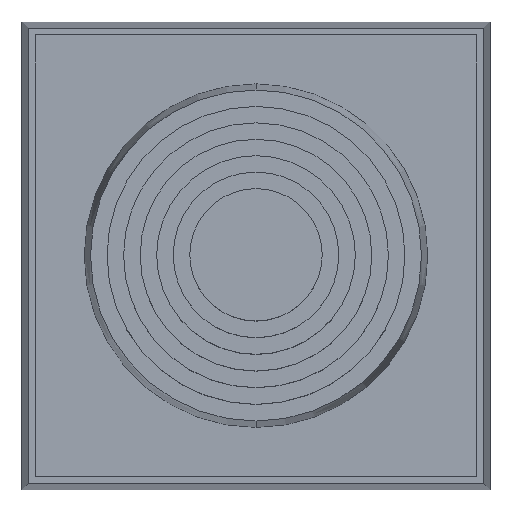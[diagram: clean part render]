
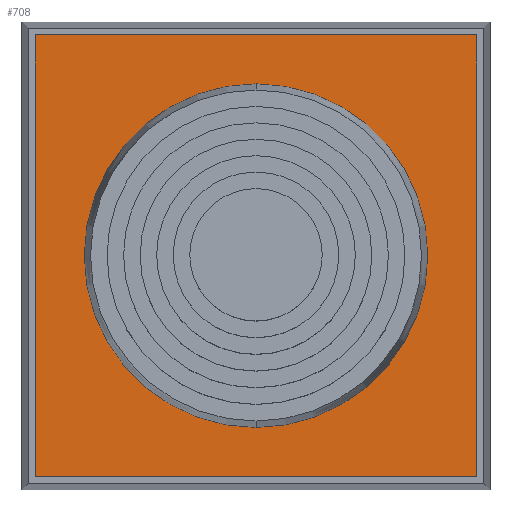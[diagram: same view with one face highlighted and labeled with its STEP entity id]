
A CAD part, top view. The second image highlights one B-rep face of the part: STEP entity #708.
In plain terms, the highlighted planar face has unit normal (0, 0, 1).
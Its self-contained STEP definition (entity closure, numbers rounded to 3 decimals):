
#585=AXIS2_PLACEMENT_3D('Circle Axis2P3D',#583,#584,$) ;
#592=AXIS2_PLACEMENT_3D('Circle Axis2P3D',#590,#591,$) ;
#632=AXIS2_PLACEMENT_3D('Circle Axis2P3D',#630,#631,$) ;
#639=AXIS2_PLACEMENT_3D('Circle Axis2P3D',#637,#638,$) ;
#666=AXIS2_PLACEMENT_3D('Plane Axis2P3D',#663,#664,#665) ;
#578=CARTESIAN_POINT('Vertex',(21.207,36.776,17.7)) ;
#583=CARTESIAN_POINT('Axis2P3D Location',(21.207,21.207,17.7)) ;
#587=CARTESIAN_POINT('Vertex',(5.638,21.207,17.7)) ;
#590=CARTESIAN_POINT('Axis2P3D Location',(21.207,21.207,17.7)) ;
#594=CARTESIAN_POINT('Vertex',(21.207,5.638,17.7)) ;
#630=CARTESIAN_POINT('Axis2P3D Location',(21.207,21.207,17.7)) ;
#634=CARTESIAN_POINT('Vertex',(36.776,21.207,17.7)) ;
#637=CARTESIAN_POINT('Axis2P3D Location',(21.207,21.207,17.7)) ;
#663=CARTESIAN_POINT('Axis2P3D Location',(21.207,21.207,17.7)) ;
#668=CARTESIAN_POINT('Line Origine',(1.207,21.207,17.7)) ;
#672=CARTESIAN_POINT('Vertex',(1.207,41.207,17.7)) ;
#674=CARTESIAN_POINT('Vertex',(1.207,1.207,17.7)) ;
#677=CARTESIAN_POINT('Line Origine',(21.207,1.207,17.7)) ;
#681=CARTESIAN_POINT('Vertex',(41.207,1.207,17.7)) ;
#684=CARTESIAN_POINT('Line Origine',(41.207,21.207,17.7)) ;
#688=CARTESIAN_POINT('Vertex',(41.207,41.207,17.7)) ;
#691=CARTESIAN_POINT('Line Origine',(21.207,41.207,17.7)) ;
#584=DIRECTION('Axis2P3D Direction',(0.,0.,-1.)) ;
#591=DIRECTION('Axis2P3D Direction',(0.,0.,-1.)) ;
#631=DIRECTION('Axis2P3D Direction',(0.,0.,-1.)) ;
#638=DIRECTION('Axis2P3D Direction',(0.,0.,-1.)) ;
#664=DIRECTION('Axis2P3D Direction',(0.,0.,1.)) ;
#665=DIRECTION('Axis2P3D XDirection',(-1.,0.,0.)) ;
#669=DIRECTION('Vector Direction',(0.,-1.,0.)) ;
#678=DIRECTION('Vector Direction',(1.,0.,0.)) ;
#685=DIRECTION('Vector Direction',(0.,1.,0.)) ;
#692=DIRECTION('Vector Direction',(-1.,0.,0.)) ;
#670=VECTOR('Line Direction',#669,1.) ;
#679=VECTOR('Line Direction',#678,1.) ;
#686=VECTOR('Line Direction',#685,1.) ;
#693=VECTOR('Line Direction',#692,1.) ;
#697=ORIENTED_EDGE('',*,*,#676,.T.) ;
#698=ORIENTED_EDGE('',*,*,#683,.T.) ;
#699=ORIENTED_EDGE('',*,*,#690,.T.) ;
#700=ORIENTED_EDGE('',*,*,#695,.T.) ;
#703=ORIENTED_EDGE('',*,*,#636,.F.) ;
#704=ORIENTED_EDGE('',*,*,#596,.F.) ;
#705=ORIENTED_EDGE('',*,*,#589,.F.) ;
#706=ORIENTED_EDGE('',*,*,#641,.F.) ;
#707=FACE_BOUND('',#702,.T.) ;
#708=ADVANCED_FACE('MANIFOLD_SOLID_BREP #101',(#701,#707),#667,.T.) ;
#586=CIRCLE('generated circle',#585,15.569) ;
#593=CIRCLE('generated circle',#592,15.569) ;
#633=CIRCLE('generated circle',#632,15.569) ;
#640=CIRCLE('generated circle',#639,15.569) ;
#589=EDGE_CURVE('',#579,#588,#586,.F.) ;
#596=EDGE_CURVE('',#588,#595,#593,.F.) ;
#636=EDGE_CURVE('',#595,#635,#633,.F.) ;
#641=EDGE_CURVE('',#635,#579,#640,.F.) ;
#676=EDGE_CURVE('',#673,#675,#671,.T.) ;
#683=EDGE_CURVE('',#675,#682,#680,.T.) ;
#690=EDGE_CURVE('',#682,#689,#687,.T.) ;
#695=EDGE_CURVE('',#689,#673,#694,.T.) ;
#696=EDGE_LOOP('',(#697,#698,#699,#700)) ;
#702=EDGE_LOOP('',(#703,#704,#705,#706)) ;
#701=FACE_OUTER_BOUND('',#696,.T.) ;
#671=LINE('Line',#668,#670) ;
#680=LINE('Line',#677,#679) ;
#687=LINE('Line',#684,#686) ;
#694=LINE('Line',#691,#693) ;
#667=PLANE('',#666) ;
#579=VERTEX_POINT('',#578) ;
#588=VERTEX_POINT('',#587) ;
#595=VERTEX_POINT('',#594) ;
#635=VERTEX_POINT('',#634) ;
#673=VERTEX_POINT('',#672) ;
#675=VERTEX_POINT('',#674) ;
#682=VERTEX_POINT('',#681) ;
#689=VERTEX_POINT('',#688) ;
